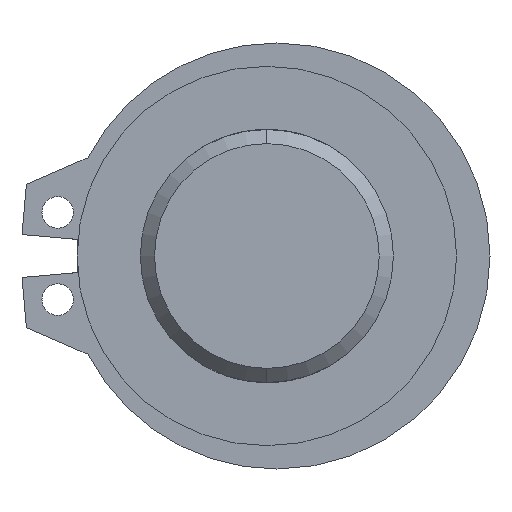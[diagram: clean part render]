
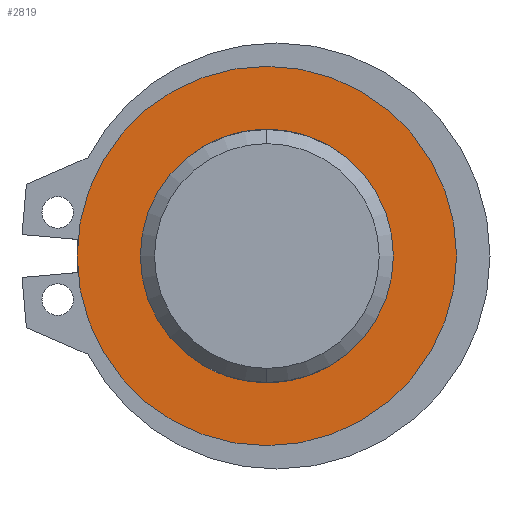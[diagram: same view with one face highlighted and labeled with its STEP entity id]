
A CAD part, left-side view. The second image highlights one B-rep face of the part: STEP entity #2819.
In plain terms, the highlighted planar face has unit normal (-1, 0, 0).
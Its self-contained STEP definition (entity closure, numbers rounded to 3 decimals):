
#583 = CYLINDRICAL_SURFACE('',#584,7.938);
#584 = AXIS2_PLACEMENT_3D('',#585,#586,#587);
#585 = CARTESIAN_POINT('',(-190.5,0.,0.));
#586 = DIRECTION('',(-1.,-0.,-0.));
#587 = DIRECTION('',(-0.,0.,1.));
#1707 = CYLINDRICAL_SURFACE('',#1708,11.9);
#1708 = AXIS2_PLACEMENT_3D('',#1709,#1710,#1711);
#1709 = CARTESIAN_POINT('',(-190.5,0.,0.));
#1710 = DIRECTION('',(-1.,-0.,-0.));
#1711 = DIRECTION('',(-0.,0.,1.));
#1727 = VERTEX_POINT('',#1728);
#1728 = CARTESIAN_POINT('',(-83.998,0.,-11.9));
#1742 = CYLINDRICAL_SURFACE('',#1743,11.9);
#1743 = AXIS2_PLACEMENT_3D('',#1744,#1745,#1746);
#1744 = CARTESIAN_POINT('',(-190.5,0.,0.));
#1745 = DIRECTION('',(-1.,-0.,-0.));
#1746 = DIRECTION('',(-0.,0.,1.));
#1754 = EDGE_CURVE('',#1755,#1727,#1757,.T.);
#1755 = VERTEX_POINT('',#1756);
#1756 = CARTESIAN_POINT('',(-83.998,0.,11.9));
#1757 = SURFACE_CURVE('',#1758,(#1763,#1770),.PCURVE_S1.);
#1758 = CIRCLE('',#1759,11.9);
#1759 = AXIS2_PLACEMENT_3D('',#1760,#1761,#1762);
#1760 = CARTESIAN_POINT('',(-83.998,0.,0.));
#1761 = DIRECTION('',(-1.,0.,-0.));
#1762 = DIRECTION('',(-0.,0.,1.));
#1763 = PCURVE('',#1707,#1764);
#1764 = DEFINITIONAL_REPRESENTATION('',(#1765),#1769);
#1765 = LINE('',#1766,#1767);
#1766 = CARTESIAN_POINT('',(0.,-106.502));
#1767 = VECTOR('',#1768,1.);
#1768 = DIRECTION('',(1.,0.));
#1769 = ( GEOMETRIC_REPRESENTATION_CONTEXT(2) 
PARAMETRIC_REPRESENTATION_CONTEXT() REPRESENTATION_CONTEXT('2D SPACE',''
  ) );
#1770 = PCURVE('',#1771,#1776);
#1771 = PLANE('',#1772);
#1772 = AXIS2_PLACEMENT_3D('',#1773,#1774,#1775);
#1773 = CARTESIAN_POINT('',(-83.998,7.938,0.));
#1774 = DIRECTION('',(1.,0.,0.));
#1775 = DIRECTION('',(0.,0.,-1.));
#1776 = DEFINITIONAL_REPRESENTATION('',(#1777),#1785);
#1777 = ( BOUNDED_CURVE() B_SPLINE_CURVE(2,(#1778,#1779,#1780,#1781,
#1782,#1783,#1784),.UNSPECIFIED.,.T.,.F.) B_SPLINE_CURVE_WITH_KNOTS((1,2
    ,2,2,2,1),(-2.094,0.,2.094,4.189,
6.283,8.378),.UNSPECIFIED.) CURVE() 
GEOMETRIC_REPRESENTATION_ITEM() RATIONAL_B_SPLINE_CURVE((1.,0.5,1.,0.5,
1.,0.5,1.)) REPRESENTATION_ITEM('') );
#1778 = CARTESIAN_POINT('',(-11.9,-7.938));
#1779 = CARTESIAN_POINT('',(-11.9,12.674));
#1780 = CARTESIAN_POINT('',(5.95,2.368));
#1781 = CARTESIAN_POINT('',(23.8,-7.938));
#1782 = CARTESIAN_POINT('',(5.95,-18.243));
#1783 = CARTESIAN_POINT('',(-11.9,-28.549));
#1784 = CARTESIAN_POINT('',(-11.9,-7.938));
#1785 = ( GEOMETRIC_REPRESENTATION_CONTEXT(2) 
PARAMETRIC_REPRESENTATION_CONTEXT() REPRESENTATION_CONTEXT('2D SPACE',''
  ) );
#1811 = EDGE_CURVE('',#1812,#1814,#1816,.T.);
#1812 = VERTEX_POINT('',#1813);
#1813 = CARTESIAN_POINT('',(-83.998,0.,7.938));
#1814 = VERTEX_POINT('',#1815);
#1815 = CARTESIAN_POINT('',(-83.998,0.,-7.938));
#1816 = SURFACE_CURVE('',#1817,(#1822,#1834),.PCURVE_S1.);
#1817 = CIRCLE('',#1818,7.938);
#1818 = AXIS2_PLACEMENT_3D('',#1819,#1820,#1821);
#1819 = CARTESIAN_POINT('',(-83.998,0.,0.));
#1820 = DIRECTION('',(-1.,0.,-0.));
#1821 = DIRECTION('',(-0.,0.,1.));
#1822 = PCURVE('',#1823,#1828);
#1823 = CYLINDRICAL_SURFACE('',#1824,7.938);
#1824 = AXIS2_PLACEMENT_3D('',#1825,#1826,#1827);
#1825 = CARTESIAN_POINT('',(-190.5,0.,0.));
#1826 = DIRECTION('',(-1.,-0.,-0.));
#1827 = DIRECTION('',(-0.,0.,1.));
#1828 = DEFINITIONAL_REPRESENTATION('',(#1829),#1833);
#1829 = LINE('',#1830,#1831);
#1830 = CARTESIAN_POINT('',(0.,-106.502));
#1831 = VECTOR('',#1832,1.);
#1832 = DIRECTION('',(1.,0.));
#1833 = ( GEOMETRIC_REPRESENTATION_CONTEXT(2) 
PARAMETRIC_REPRESENTATION_CONTEXT() REPRESENTATION_CONTEXT('2D SPACE',''
  ) );
#1834 = PCURVE('',#1771,#1835);
#1835 = DEFINITIONAL_REPRESENTATION('',(#1836),#1844);
#1836 = ( BOUNDED_CURVE() B_SPLINE_CURVE(2,(#1837,#1838,#1839,#1840,
#1841,#1842,#1843),.UNSPECIFIED.,.T.,.F.) B_SPLINE_CURVE_WITH_KNOTS((1,2
    ,2,2,2,1),(-2.094,0.,2.094,4.189,
6.283,8.378),.UNSPECIFIED.) CURVE() 
GEOMETRIC_REPRESENTATION_ITEM() RATIONAL_B_SPLINE_CURVE((1.,0.5,1.,0.5,
1.,0.5,1.)) REPRESENTATION_ITEM('') );
#1837 = CARTESIAN_POINT('',(-7.938,-7.938));
#1838 = CARTESIAN_POINT('',(-7.938,5.811));
#1839 = CARTESIAN_POINT('',(3.969,-1.063));
#1840 = CARTESIAN_POINT('',(15.875,-7.938));
#1841 = CARTESIAN_POINT('',(3.969,-14.812));
#1842 = CARTESIAN_POINT('',(-7.938,-21.686));
#1843 = CARTESIAN_POINT('',(-7.938,-7.938));
#1844 = ( GEOMETRIC_REPRESENTATION_CONTEXT(2) 
PARAMETRIC_REPRESENTATION_CONTEXT() REPRESENTATION_CONTEXT('2D SPACE',''
  ) );
#2788 = EDGE_CURVE('',#1814,#1812,#2789,.T.);
#2789 = SURFACE_CURVE('',#2790,(#2795,#2802),.PCURVE_S1.);
#2790 = CIRCLE('',#2791,7.938);
#2791 = AXIS2_PLACEMENT_3D('',#2792,#2793,#2794);
#2792 = CARTESIAN_POINT('',(-83.998,0.,0.));
#2793 = DIRECTION('',(-1.,0.,-0.));
#2794 = DIRECTION('',(-0.,0.,1.));
#2795 = PCURVE('',#583,#2796);
#2796 = DEFINITIONAL_REPRESENTATION('',(#2797),#2801);
#2797 = LINE('',#2798,#2799);
#2798 = CARTESIAN_POINT('',(0.,-106.502));
#2799 = VECTOR('',#2800,1.);
#2800 = DIRECTION('',(1.,0.));
#2801 = ( GEOMETRIC_REPRESENTATION_CONTEXT(2) 
PARAMETRIC_REPRESENTATION_CONTEXT() REPRESENTATION_CONTEXT('2D SPACE',''
  ) );
#2802 = PCURVE('',#1771,#2803);
#2803 = DEFINITIONAL_REPRESENTATION('',(#2804),#2812);
#2804 = ( BOUNDED_CURVE() B_SPLINE_CURVE(2,(#2805,#2806,#2807,#2808,
#2809,#2810,#2811),.UNSPECIFIED.,.T.,.F.) B_SPLINE_CURVE_WITH_KNOTS((1,2
    ,2,2,2,1),(-2.094,0.,2.094,4.189,
6.283,8.378),.UNSPECIFIED.) CURVE() 
GEOMETRIC_REPRESENTATION_ITEM() RATIONAL_B_SPLINE_CURVE((1.,0.5,1.,0.5,
1.,0.5,1.)) REPRESENTATION_ITEM('') );
#2805 = CARTESIAN_POINT('',(-7.938,-7.938));
#2806 = CARTESIAN_POINT('',(-7.938,5.811));
#2807 = CARTESIAN_POINT('',(3.969,-1.063));
#2808 = CARTESIAN_POINT('',(15.875,-7.938));
#2809 = CARTESIAN_POINT('',(3.969,-14.812));
#2810 = CARTESIAN_POINT('',(-7.938,-21.686));
#2811 = CARTESIAN_POINT('',(-7.938,-7.938));
#2812 = ( GEOMETRIC_REPRESENTATION_CONTEXT(2) 
PARAMETRIC_REPRESENTATION_CONTEXT() REPRESENTATION_CONTEXT('2D SPACE',''
  ) );
#2819 = ADVANCED_FACE('',(#2820,#2824),#1771,.F.);
#2820 = FACE_BOUND('',#2821,.T.);
#2821 = EDGE_LOOP('',(#2822,#2823));
#2822 = ORIENTED_EDGE('',*,*,#1811,.F.);
#2823 = ORIENTED_EDGE('',*,*,#2788,.F.);
#2824 = FACE_BOUND('',#2825,.T.);
#2825 = EDGE_LOOP('',(#2826,#2827));
#2826 = ORIENTED_EDGE('',*,*,#1754,.T.);
#2827 = ORIENTED_EDGE('',*,*,#2828,.T.);
#2828 = EDGE_CURVE('',#1727,#1755,#2829,.T.);
#2829 = SURFACE_CURVE('',#2830,(#2835,#2846),.PCURVE_S1.);
#2830 = CIRCLE('',#2831,11.9);
#2831 = AXIS2_PLACEMENT_3D('',#2832,#2833,#2834);
#2832 = CARTESIAN_POINT('',(-83.998,0.,0.));
#2833 = DIRECTION('',(-1.,0.,-0.));
#2834 = DIRECTION('',(-0.,0.,1.));
#2835 = PCURVE('',#1771,#2836);
#2836 = DEFINITIONAL_REPRESENTATION('',(#2837),#2845);
#2837 = ( BOUNDED_CURVE() B_SPLINE_CURVE(2,(#2838,#2839,#2840,#2841,
#2842,#2843,#2844),.UNSPECIFIED.,.T.,.F.) B_SPLINE_CURVE_WITH_KNOTS((1,2
    ,2,2,2,1),(-2.094,0.,2.094,4.189,
6.283,8.378),.UNSPECIFIED.) CURVE() 
GEOMETRIC_REPRESENTATION_ITEM() RATIONAL_B_SPLINE_CURVE((1.,0.5,1.,0.5,
1.,0.5,1.)) REPRESENTATION_ITEM('') );
#2838 = CARTESIAN_POINT('',(-11.9,-7.938));
#2839 = CARTESIAN_POINT('',(-11.9,12.674));
#2840 = CARTESIAN_POINT('',(5.95,2.368));
#2841 = CARTESIAN_POINT('',(23.8,-7.938));
#2842 = CARTESIAN_POINT('',(5.95,-18.243));
#2843 = CARTESIAN_POINT('',(-11.9,-28.549));
#2844 = CARTESIAN_POINT('',(-11.9,-7.938));
#2845 = ( GEOMETRIC_REPRESENTATION_CONTEXT(2) 
PARAMETRIC_REPRESENTATION_CONTEXT() REPRESENTATION_CONTEXT('2D SPACE',''
  ) );
#2846 = PCURVE('',#1742,#2847);
#2847 = DEFINITIONAL_REPRESENTATION('',(#2848),#2852);
#2848 = LINE('',#2849,#2850);
#2849 = CARTESIAN_POINT('',(0.,-106.502));
#2850 = VECTOR('',#2851,1.);
#2851 = DIRECTION('',(1.,0.));
#2852 = ( GEOMETRIC_REPRESENTATION_CONTEXT(2) 
PARAMETRIC_REPRESENTATION_CONTEXT() REPRESENTATION_CONTEXT('2D SPACE',''
  ) );
